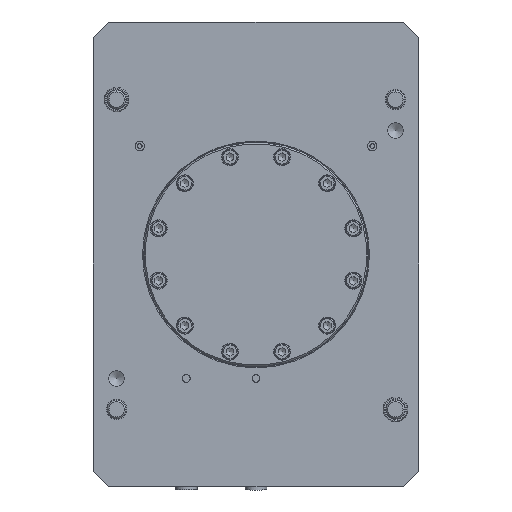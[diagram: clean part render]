
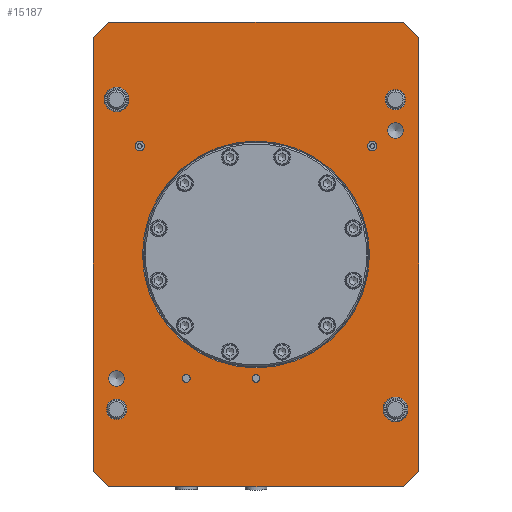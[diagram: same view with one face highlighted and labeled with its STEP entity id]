
A CAD part, front view. The second image highlights one B-rep face of the part: STEP entity #15187.
In plain terms, the highlighted planar face has unit normal (0, -1, 0).
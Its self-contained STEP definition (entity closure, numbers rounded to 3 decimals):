
#742=FACE_BOUND('',#2941,.T.);
#743=FACE_BOUND('',#2942,.T.);
#744=FACE_BOUND('',#2943,.T.);
#745=FACE_BOUND('',#2944,.T.);
#746=FACE_BOUND('',#2945,.T.);
#747=FACE_BOUND('',#2946,.T.);
#748=FACE_BOUND('',#2947,.T.);
#749=FACE_BOUND('',#2948,.T.);
#750=FACE_BOUND('',#2949,.T.);
#751=FACE_BOUND('',#2950,.T.);
#752=FACE_BOUND('',#2951,.T.);
#904=CIRCLE('',#15848,8.);
#911=CIRCLE('',#15863,8.);
#913=CIRCLE('',#15865,8.);
#914=CIRCLE('',#15867,8.);
#923=CIRCLE('',#15884,8.);
#1135=CIRCLE('',#16372,3.);
#1138=CIRCLE('',#16378,3.);
#1280=CIRCLE('',#16735,5.);
#1282=CIRCLE('',#16739,5.);
#1283=CIRCLE('',#16741,2.459);
#1288=CIRCLE('',#16751,2.459);
#1291=CIRCLE('',#16757,73.228);
#1292=CIRCLE('',#16759,6.5);
#1293=CIRCLE('',#16760,6.5);
#2038=FACE_OUTER_BOUND('',#2940,.T.);
#2940=EDGE_LOOP('',(#12047,#12048,#12049,#12050,#12051,#12052,#12053,#12054));
#2941=EDGE_LOOP('',(#12055));
#2942=EDGE_LOOP('',(#12056));
#2943=EDGE_LOOP('',(#12057));
#2944=EDGE_LOOP('',(#12058));
#2945=EDGE_LOOP('',(#12059));
#2946=EDGE_LOOP('',(#12060));
#2947=EDGE_LOOP('',(#12061,#12062));
#2948=EDGE_LOOP('',(#12063,#12064,#12065));
#2949=EDGE_LOOP('',(#12066));
#2950=EDGE_LOOP('',(#12067));
#2951=EDGE_LOOP('',(#12068));
#3230=LINE('',#21345,#4407);
#3841=LINE('',#24311,#5018);
#4043=LINE('',#24852,#5220);
#4057=LINE('',#24931,#5234);
#4058=LINE('',#24933,#5235);
#4059=LINE('',#24934,#5236);
#4060=LINE('',#24935,#5237);
#4061=LINE('',#24936,#5238);
#4407=VECTOR('',#17161,10.);
#5018=VECTOR('',#19572,10.);
#5220=VECTOR('',#20114,10.);
#5234=VECTOR('',#20208,10.);
#5235=VECTOR('',#20209,10.);
#5236=VECTOR('',#20210,10.);
#5237=VECTOR('',#20211,10.);
#5238=VECTOR('',#20212,10.);
#5584=VERTEX_POINT('',#21342);
#5585=VERTEX_POINT('',#21344);
#5759=VERTEX_POINT('',#21889);
#5760=VERTEX_POINT('',#21890);
#5773=VERTEX_POINT('',#21932);
#5775=VERTEX_POINT('',#21939);
#5776=VERTEX_POINT('',#21940);
#6231=VERTEX_POINT('',#23755);
#6234=VERTEX_POINT('',#23766);
#6403=VERTEX_POINT('',#24308);
#6404=VERTEX_POINT('',#24310);
#6571=VERTEX_POINT('',#24848);
#6573=VERTEX_POINT('',#24851);
#6585=VERTEX_POINT('',#24883);
#6588=VERTEX_POINT('',#24892);
#6589=VERTEX_POINT('',#24896);
#6594=VERTEX_POINT('',#24914);
#6597=VERTEX_POINT('',#24926);
#6598=VERTEX_POINT('',#24930);
#6599=VERTEX_POINT('',#24932);
#6600=VERTEX_POINT('',#24937);
#6601=VERTEX_POINT('',#24939);
#6962=EDGE_CURVE('',#5585,#5584,#3230,.T.);
#7211=EDGE_CURVE('',#5759,#5760,#904,.T.);
#7232=EDGE_CURVE('',#5773,#5759,#911,.T.);
#7235=EDGE_CURVE('',#5760,#5773,#913,.T.);
#7236=EDGE_CURVE('',#5775,#5776,#914,.T.);
#7260=EDGE_CURVE('',#5776,#5775,#923,.T.);
#7924=EDGE_CURVE('',#6231,#6231,#1135,.T.);
#7929=EDGE_CURVE('',#6234,#6234,#1138,.T.);
#8201=EDGE_CURVE('',#6403,#6404,#3841,.T.);
#8471=EDGE_CURVE('',#6571,#6573,#4043,.T.);
#8484=EDGE_CURVE('',#6585,#6585,#1280,.T.);
#8488=EDGE_CURVE('',#6588,#6588,#1282,.T.);
#8490=EDGE_CURVE('',#6589,#6589,#1283,.T.);
#8498=EDGE_CURVE('',#6594,#6594,#1288,.T.);
#8504=EDGE_CURVE('',#6597,#6597,#1291,.T.);
#8506=EDGE_CURVE('',#6598,#6571,#4057,.T.);
#8507=EDGE_CURVE('',#6598,#6599,#4058,.T.);
#8508=EDGE_CURVE('',#6404,#6599,#4059,.T.);
#8509=EDGE_CURVE('',#5585,#6403,#4060,.T.);
#8510=EDGE_CURVE('',#6573,#5584,#4061,.T.);
#8511=EDGE_CURVE('',#6600,#6600,#1292,.T.);
#8512=EDGE_CURVE('',#6601,#6601,#1293,.T.);
#12047=ORIENTED_EDGE('',*,*,#8506,.F.);
#12048=ORIENTED_EDGE('',*,*,#8507,.T.);
#12049=ORIENTED_EDGE('',*,*,#8508,.F.);
#12050=ORIENTED_EDGE('',*,*,#8201,.F.);
#12051=ORIENTED_EDGE('',*,*,#8509,.F.);
#12052=ORIENTED_EDGE('',*,*,#6962,.T.);
#12053=ORIENTED_EDGE('',*,*,#8510,.F.);
#12054=ORIENTED_EDGE('',*,*,#8471,.F.);
#12055=ORIENTED_EDGE('',*,*,#7924,.T.);
#12056=ORIENTED_EDGE('',*,*,#7929,.T.);
#12057=ORIENTED_EDGE('',*,*,#8484,.T.);
#12058=ORIENTED_EDGE('',*,*,#8488,.T.);
#12059=ORIENTED_EDGE('',*,*,#8490,.T.);
#12060=ORIENTED_EDGE('',*,*,#8498,.T.);
#12061=ORIENTED_EDGE('',*,*,#7236,.T.);
#12062=ORIENTED_EDGE('',*,*,#7260,.T.);
#12063=ORIENTED_EDGE('',*,*,#7211,.T.);
#12064=ORIENTED_EDGE('',*,*,#7235,.T.);
#12065=ORIENTED_EDGE('',*,*,#7232,.T.);
#12066=ORIENTED_EDGE('',*,*,#8511,.T.);
#12067=ORIENTED_EDGE('',*,*,#8512,.T.);
#12068=ORIENTED_EDGE('',*,*,#8504,.F.);
#13632=PLANE('',#16758);
#15187=ADVANCED_FACE('',(#2038,#742,#743,#744,#745,#746,#747,#748,#749,
#750,#751,#752),#13632,.T.);
#15848=AXIS2_PLACEMENT_3D('',#21891,#17677,#17678);
#15863=AXIS2_PLACEMENT_3D('',#21933,#17721,#17722);
#15865=AXIS2_PLACEMENT_3D('',#21937,#17726,#17727);
#15867=AXIS2_PLACEMENT_3D('',#21941,#17730,#17731);
#15884=AXIS2_PLACEMENT_3D('',#21987,#17779,#17780);
#16372=AXIS2_PLACEMENT_3D('',#23756,#19013,#19014);
#16378=AXIS2_PLACEMENT_3D('',#23767,#19027,#19028);
#16735=AXIS2_PLACEMENT_3D('',#24884,#20150,#20151);
#16739=AXIS2_PLACEMENT_3D('',#24893,#20160,#20161);
#16741=AXIS2_PLACEMENT_3D('',#24897,#20165,#20166);
#16751=AXIS2_PLACEMENT_3D('',#24915,#20188,#20189);
#16757=AXIS2_PLACEMENT_3D('',#24927,#20203,#20204);
#16758=AXIS2_PLACEMENT_3D('',#24929,#20206,#20207);
#16759=AXIS2_PLACEMENT_3D('',#24938,#20213,#20214);
#16760=AXIS2_PLACEMENT_3D('',#24940,#20215,#20216);
#17161=DIRECTION('',(-1.,0.,0.));
#17677=DIRECTION('center_axis',(0.,1.,0.));
#17678=DIRECTION('ref_axis',(-1.,0.,0.));
#17721=DIRECTION('center_axis',(0.,1.,0.));
#17722=DIRECTION('ref_axis',(-1.,0.,0.));
#17726=DIRECTION('center_axis',(0.,1.,0.));
#17727=DIRECTION('ref_axis',(-1.,0.,0.));
#17730=DIRECTION('center_axis',(0.,1.,0.));
#17731=DIRECTION('ref_axis',(-1.,0.,0.));
#17779=DIRECTION('center_axis',(0.,1.,0.));
#17780=DIRECTION('ref_axis',(-1.,0.,0.));
#19013=DIRECTION('center_axis',(0.,1.,0.));
#19014=DIRECTION('ref_axis',(-1.,0.,0.));
#19027=DIRECTION('center_axis',(0.,1.,0.));
#19028=DIRECTION('ref_axis',(-1.,0.,0.));
#19572=DIRECTION('',(0.,0.,-1.));
#20114=DIRECTION('',(0.,0.,1.));
#20150=DIRECTION('center_axis',(0.,1.,0.));
#20151=DIRECTION('ref_axis',(-1.,0.,0.));
#20160=DIRECTION('center_axis',(0.,1.,0.));
#20161=DIRECTION('ref_axis',(-1.,0.,0.));
#20165=DIRECTION('center_axis',(0.,1.,0.));
#20166=DIRECTION('ref_axis',(-1.,0.,0.));
#20188=DIRECTION('center_axis',(0.,1.,0.));
#20189=DIRECTION('ref_axis',(-1.,0.,0.));
#20203=DIRECTION('center_axis',(0.,-1.,0.));
#20204=DIRECTION('ref_axis',(1.,0.,0.));
#20206=DIRECTION('center_axis',(0.,-1.,0.));
#20207=DIRECTION('ref_axis',(0.,0.,
1.));
#20208=DIRECTION('',(-0.707,0.,0.707));
#20209=DIRECTION('',(1.,0.,0.));
#20210=DIRECTION('',(-0.707,0.,-0.707));
#20211=DIRECTION('',(0.707,0.,-0.707));
#20212=DIRECTION('',(0.707,0.,0.707));
#20213=DIRECTION('center_axis',(0.,1.,0.));
#20214=DIRECTION('ref_axis',(-1.,0.,0.));
#20215=DIRECTION('center_axis',(0.,1.,0.));
#20216=DIRECTION('ref_axis',(-1.,0.,0.));
#21342=CARTESIAN_POINT('',(-95.661,0.491,365.79));
#21344=CARTESIAN_POINT('',(94.339,0.491,365.79));
#21345=CARTESIAN_POINT('',(-105.661,0.491,365.79));
#21889=CARTESIAN_POINT('',(-82.724,0.491,314.788));
#21890=CARTESIAN_POINT('',(-82.724,0.491,316.793));
#21891=CARTESIAN_POINT('Origin',(-90.661,0.491,315.79));
#21932=CARTESIAN_POINT('',(-82.661,0.491,315.79));
#21933=CARTESIAN_POINT('Origin',(-90.661,0.491,315.79));
#21937=CARTESIAN_POINT('Origin',(-90.661,0.491,315.79));
#21939=CARTESIAN_POINT('',(88.882,0.491,107.803));
#21940=CARTESIAN_POINT('',(90.883,0.491,107.941));
#21941=CARTESIAN_POINT('Origin',(89.339,0.491,115.79));
#21987=CARTESIAN_POINT('Origin',(89.339,0.491,115.79));
#23755=CARTESIAN_POINT('',(77.339,0.491,285.79));
#23756=CARTESIAN_POINT('Origin',(74.339,0.491,285.79));
#23766=CARTESIAN_POINT('',(-72.661,0.491,285.79));
#23767=CARTESIAN_POINT('Origin',(-75.661,0.491,285.79));
#24308=CARTESIAN_POINT('',(104.339,0.491,355.79));
#24310=CARTESIAN_POINT('',(104.339,0.491,75.79));
#24311=CARTESIAN_POINT('',(104.339,0.491,215.79));
#24848=CARTESIAN_POINT('',(-105.661,0.491,75.79));
#24851=CARTESIAN_POINT('',(-105.661,0.491,355.79));
#24852=CARTESIAN_POINT('',(-105.661,0.491,215.79));
#24883=CARTESIAN_POINT('',(-85.661,0.491,135.79));
#24884=CARTESIAN_POINT('Origin',(-90.661,0.491,135.79));
#24892=CARTESIAN_POINT('',(94.339,0.491,295.79));
#24893=CARTESIAN_POINT('Origin',(89.339,0.491,295.79));
#24896=CARTESIAN_POINT('',(-43.203,0.491,135.79));
#24897=CARTESIAN_POINT('Origin',(-45.661,0.491,135.79));
#24914=CARTESIAN_POINT('',(1.797,0.491,135.79));
#24915=CARTESIAN_POINT('Origin',(-0.661,0.491,135.79));
#24926=CARTESIAN_POINT('',(-73.889,0.491,215.79));
#24927=CARTESIAN_POINT('Origin',(-0.661,0.491,215.79));
#24929=CARTESIAN_POINT('Origin',(-105.661,0.491,215.79));
#24930=CARTESIAN_POINT('',(-95.661,0.491,65.79));
#24931=CARTESIAN_POINT('',(-138.161,0.491,108.29));
#24932=CARTESIAN_POINT('',(94.339,0.491,65.79));
#24933=CARTESIAN_POINT('',(-105.661,0.491,65.79));
#24934=CARTESIAN_POINT('',(84.339,0.491,55.79));
#24935=CARTESIAN_POINT('',(84.339,0.491,375.79));
#24936=CARTESIAN_POINT('',(-138.161,0.491,323.29));
#24937=CARTESIAN_POINT('',(95.839,0.491,315.79));
#24938=CARTESIAN_POINT('Origin',(89.339,0.491,315.79));
#24939=CARTESIAN_POINT('',(-84.161,0.491,115.79));
#24940=CARTESIAN_POINT('Origin',(-90.661,0.491,115.79));
